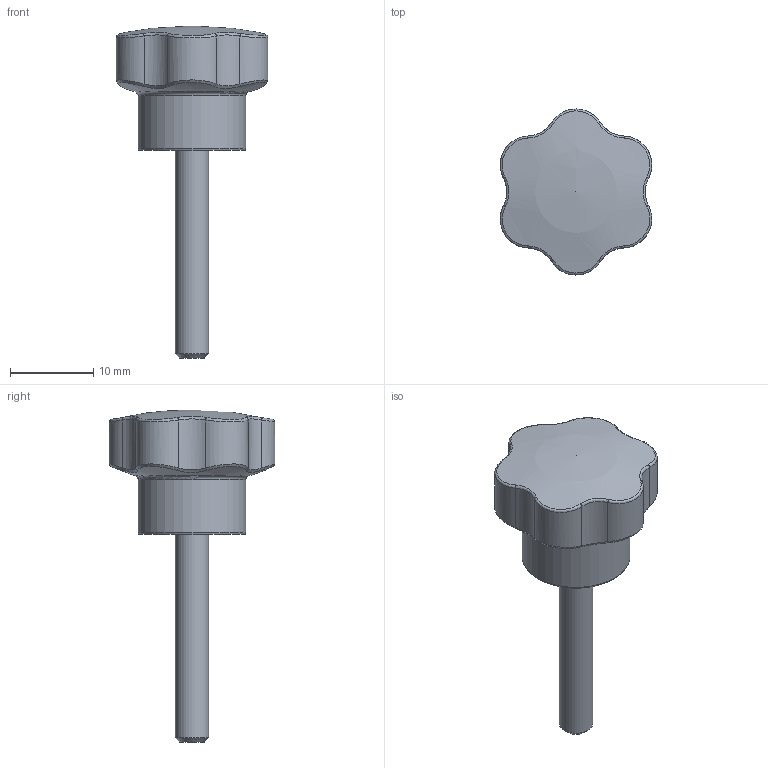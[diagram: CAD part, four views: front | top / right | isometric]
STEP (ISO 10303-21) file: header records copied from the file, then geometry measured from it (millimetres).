
FILE_DESCRIPTION( ( 'Unknown' ), '1' );
FILE_NAME( '6112015_VP20_M04X25.stp', 'Unknown', ( 'Unknown' ), ( 'Unknown' ), 'PSStep 11.0', 'Unknown', ' ' );
FILE_SCHEMA( ( 'AUTOMOTIVE_DESIGN { 1 0 10303 214 1 1 1 1 }' ) );
Length unit declared in the file: millimetre
Products named in the file (1): 6112015
Bounding box: 18.26 x 20 x 40 mm (x, y, z)
Volume: 3163.3 mm3; surface area: 1660.5 mm2
Topology: 1 solids, 7 shells, 69 faces, 137 edges, 82 vertices
Faces by surface type: bspline 25, plane 20, cylinder 20, torus 2, sphere 1, cone 1
Full cylindrical faces by diameter (mm): 4 x1, 13 x1
Entity records: 5381 total; most frequent: CARTESIAN_POINT 3633, ORIENTED_EDGE 254, DIRECTION 188, EDGE_CURVE 127, VERTEX_POINT 79, AXIS2_PLACEMENT_3D 76, EDGE_LOOP 76, FACE_OUTER_BOUND 74
